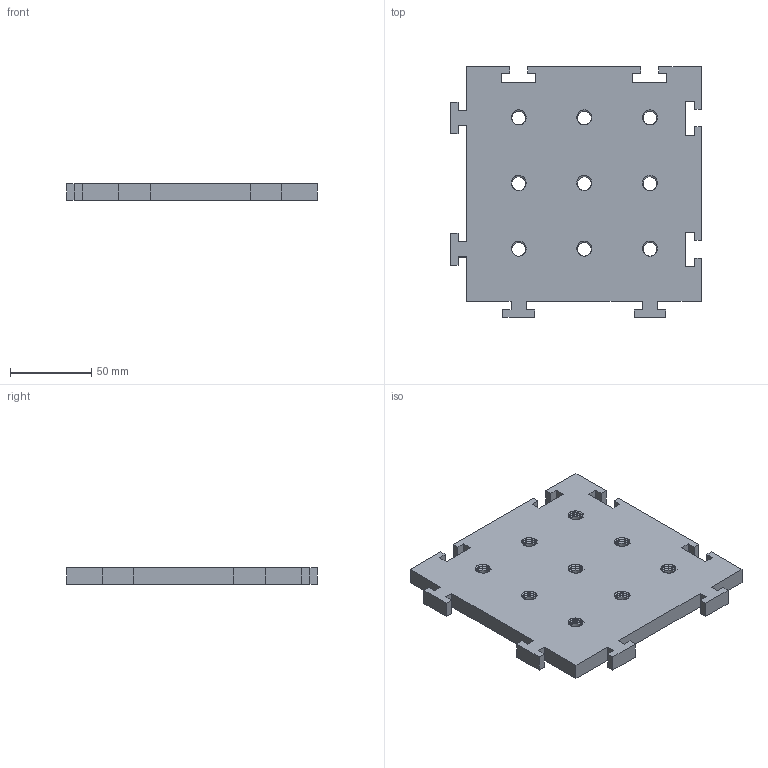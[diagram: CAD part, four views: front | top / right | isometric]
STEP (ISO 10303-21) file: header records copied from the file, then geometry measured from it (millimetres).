
FILE_DESCRIPTION(/* description */ (''),/* implementation_level */ '2;1');
FILE_NAME(/* name */ 'Threaded Optical Breadboard.step',/* time_stamp */ '2023-11-25T19:48:36-06:00',/* author */ (''),/* organization */ (''),/* preprocessor_version */ 'ST-DEVELOPER v20',/* originating_system */ 'Autodesk Translation Framework v12.14.0.127',/* authorisation */ '');
FILE_SCHEMA (('AUTOMOTIVE_DESIGN { 1 0 10303 214 3 1 1 }'));
Length unit declared in the file: millimetre
Products named in the file (2): (Unsaved); Breadboard
Assembly tree (1 placements, depth 2):
  (Unsaved)
    Breadboard
Bounding box: 154.25 x 154.25 x 10 mm (x, y, z)
Volume: 202019.1 mm3; surface area: 52604 mm2
Topology: 1 solids, 1 shells, 160 faces, 474 edges, 316 vertices
Faces by surface type: plane 79, cylinder 63, bspline 18
Full cylindrical faces by diameter (mm): 8.526 x18, 10.198 x18
Entity records: 14450 total; most frequent: CARTESIAN_POINT 10427, ORIENTED_EDGE 948, DIRECTION 638, EDGE_CURVE 474, VERTEX_POINT 316, LINE 258, VECTOR 258, AXIS2_PLACEMENT_3D 190
